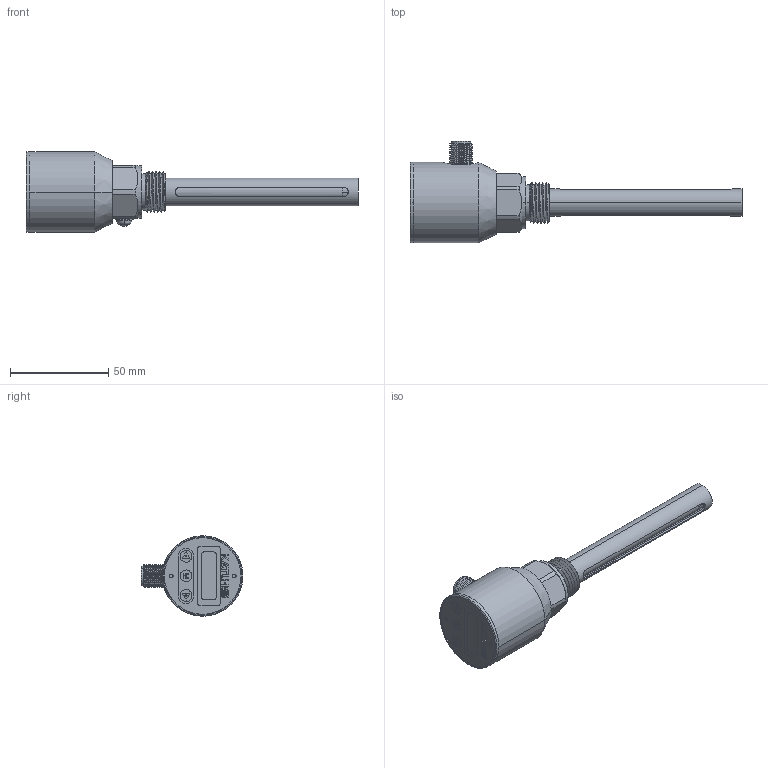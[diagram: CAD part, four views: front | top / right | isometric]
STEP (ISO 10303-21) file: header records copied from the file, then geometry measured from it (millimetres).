
FILE_DESCRIPTION((''),'2;1');
FILE_NAME('LS380-G12MM80-3D_ASM','2021-10-27T',('Administrator'),(''),'CREO PARAMETRIC BY PTC INC, 2014350','CREO PARAMETRIC BY PTC INC, 2014350','');
FILE_SCHEMA(('CONFIG_CONTROL_DESIGN'));
Length unit declared in the file: millimetre
Products named in the file (14): FTS210-01-3D; FS210-M12-5; HSHSM-5; M12X1-5_ASM; FTS210-02-LS390; FTS210-M12-3D_ASM; LS320-10-G12M-3D; 10X6MM-L130; M8X10; GB_T_950-1986-M4X3; 6XL120; LS320-14X1-L100; LS320-G12M-L80-3D_ASM; LS380-G12MM80-3D_ASM
Assembly tree (13 placements, depth 4):
  LS380-G12MM80-3D_ASM
    FTS210-M12-3D_ASM
      FTS210-01-3D
      M12X1-5_ASM
        FS210-M12-5
        HSHSM-5
      FTS210-02-LS390
    LS320-G12M-L80-3D_ASM
      LS320-10-G12M-3D
      10X6MM-L130
      M8X10
      GB_T_950-1986-M4X3
      6XL120
      LS320-14X1-L100
Bounding box: 169 x 51.9 x 41 mm (x, y, z)
Volume: 50314.2 mm3; surface area: 43097.5 mm2
Topology: 13 solids, 19 shells, 549 faces, 1441 edges, 954 vertices
Faces by surface type: plane 254, cylinder 165, bspline 70, cone 33, sphere 21, torus 6
Entity records: 28767 total; most frequent: CARTESIAN_POINT 15334, ORIENTED_EDGE 2810, DIRECTION 2545, EDGE_CURVE 1417, VERTEX_POINT 954, AXIS2_PLACEMENT_3D 901, VECTOR 743, LINE 743
